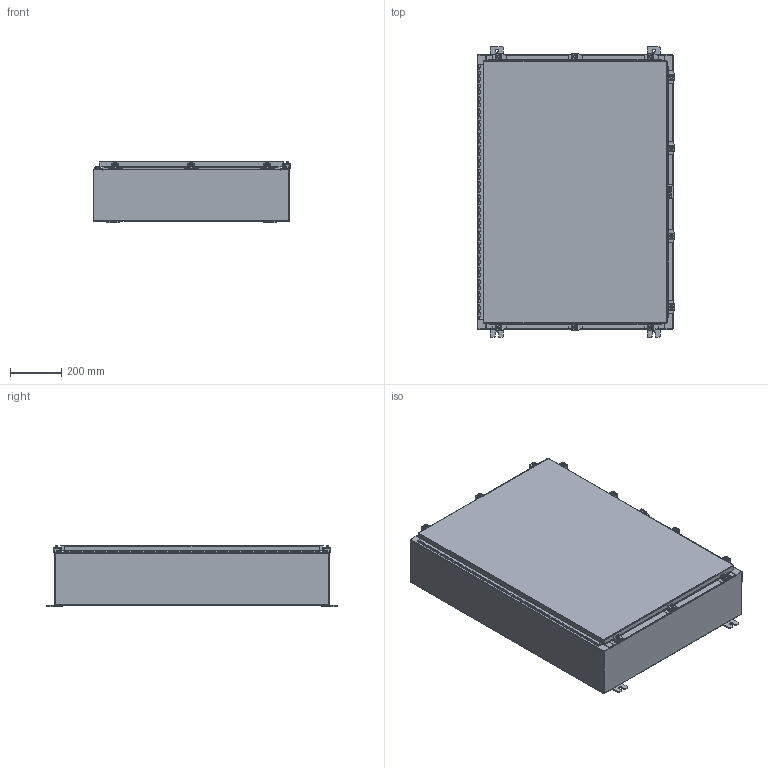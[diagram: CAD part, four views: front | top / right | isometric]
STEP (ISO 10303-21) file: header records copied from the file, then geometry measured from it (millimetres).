
FILE_DESCRIPTION (( 'STEP AP203' ), '1' );
FILE_NAME ('N42H3008SSWP.STEP', '2014-01-22T16:44:18', ( 'changeme' ), ( 'Microsoft' ), 'SwSTEP 2.0', 'SolidWorks 2013', '' );
FILE_SCHEMA (( 'CONFIG_CONTROL_DESIGN' ));
Length unit declared in the file: inch
Products named in the file (20): N42H3008SSWP Top; N42H3008SSWP 22101002; N42H3008SSWP Hinge Enclosure Side2; N42H3008SSWP; N42H3008SSWP 22104005_DEFAULT; N42H3008SSWP Hinge Cover Side; N42H3008SSWP Clamp Top; N42H3008SSWP 125 Pin Hinge; N42H3008SSWP Clamp Assembly; N42H3008SSWP Mounting Feet; N42H3008SSWP Standard Clamps; N42H3008SSWP Padlock Hasp; N42H3008SSWP Cover; N42H3008SSWP Padlock Staple; N42H3008SSWP Body; N42H3008SSWP Enclosure Stiffener; N42H3008SSWP Backpanel; N42H3008SSWP Bottom; N42H3008SSWP Clamp Bracket; N42H3008SSWP Mounting Studs
Assembly tree (37 placements, depth 4):
  N42H3008SSWP
    N42H3008SSWP Backpanel
    N42H3008SSWP Mounting Studs  x6
    N42H3008SSWP 125 Pin Hinge
      N42H3008SSWP Hinge Enclosure Side2
      N42H3008SSWP Hinge Cover Side
    N42H3008SSWP Mounting Feet  x4
    N42H3008SSWP Padlock Hasp
    N42H3008SSWP Padlock Staple
    N42H3008SSWP Enclosure Stiffener
    N42H3008SSWP Standard Clamps  x10
      N42H3008SSWP Clamp Bracket
      N42H3008SSWP Clamp Assembly
        N42H3008SSWP 22101002  x2
        N42H3008SSWP 22104005_DEFAULT
        N42H3008SSWP Clamp Top
    N42H3008SSWP Cover
    N42H3008SSWP Body
    N42H3008SSWP Bottom
    N42H3008SSWP Top
Bounding box: 767.35 x 1130.3 x 238.47 mm (x, y, z)
Volume: 7196678.7 mm3; surface area: 7041807.1 mm2
Topology: 70 solids, 70 shells, 2717 faces, 6869 edges, 4330 vertices
Faces by surface type: plane 1420, cylinder 1149, cone 72, torus 68, bspline 8
Entity records: 47708 total; most frequent: CARTESIAN_POINT 8214, DIRECTION 8066, ORIENTED_EDGE 7568, EDGE_CURVE 3784, AXIS2_PLACEMENT_3D 2806, LINE 2454, VECTOR 2454, VERTEX_POINT 2332
